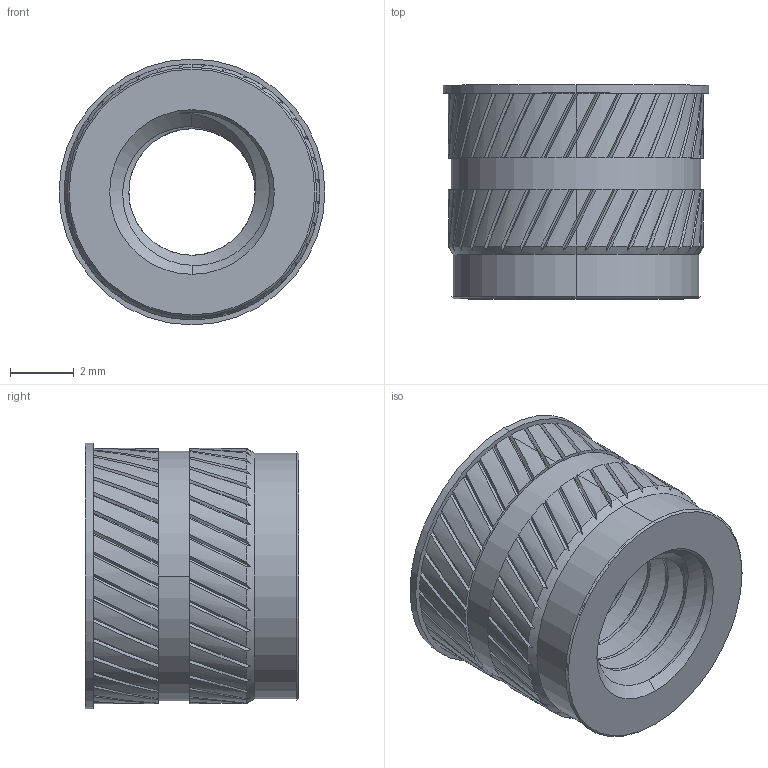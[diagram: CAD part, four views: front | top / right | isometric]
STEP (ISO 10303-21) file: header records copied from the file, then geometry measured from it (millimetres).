
FILE_DESCRIPTION (( 'STEP AP203' ), '1' );
FILE_NAME ('94180A361_Tapered Heat-Set Inserts for Plastic.STEP', '2021-09-10T02:54:49', ( 'Administrator' ), ( 'Managed by Terraform' ), 'SwSTEP 2.0', 'SolidWorks 2017', '' );
FILE_SCHEMA (( 'CONFIG_CONTROL_DESIGN' ));
Length unit declared in the file: millimetre
Products named in the file (1): 94180A361_Tapered Heat-Set Inserts for Plastic
Bounding box: 8.33 x 6.7 x 8.33 mm (x, y, z)
Volume: 220.8 mm3; surface area: 411.2 mm2
Topology: 1 solids, 1 shells, 259 faces, 755 edges, 502 vertices
Faces by surface type: bspline 147, cylinder 97, cone 9, plane 6
Entity records: 11837 total; most frequent: CARTESIAN_POINT 6670, ORIENTED_EDGE 1510, EDGE_CURVE 755, DIRECTION 671, VERTEX_POINT 502, AXIS2_PLACEMENT_3D 283, EDGE_LOOP 265, ADVANCED_FACE 259
